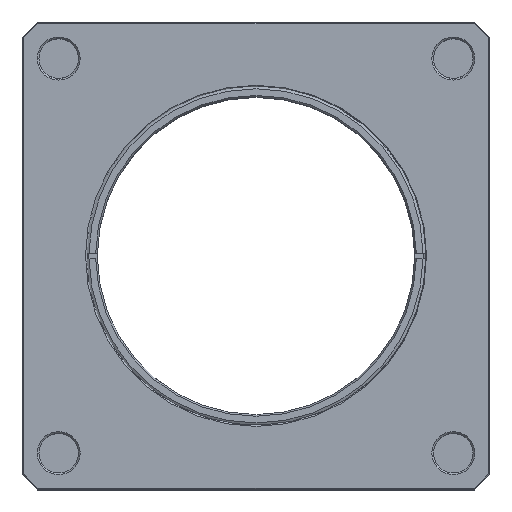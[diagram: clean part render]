
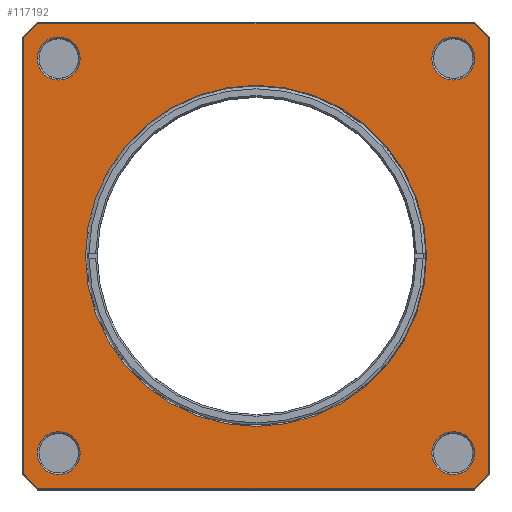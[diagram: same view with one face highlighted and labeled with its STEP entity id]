
A CAD part, top view. The second image highlights one B-rep face of the part: STEP entity #117192.
In plain terms, the highlighted planar face has unit normal (0, 0, 1).
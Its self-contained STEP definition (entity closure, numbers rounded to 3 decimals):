
#96177=DIRECTION('',(-0.707,-0.707,0.));
#96178=VECTOR('',#96177,3.022);
#96179=CARTESIAN_POINT('',(-67.219,48.525,21.687));
#96180=LINE('',#96179,#96178);
#96181=DIRECTION('',(-0.707,0.707,0.));
#96182=VECTOR('',#96181,3.022);
#96183=CARTESIAN_POINT('',(1.256,46.388,21.687));
#96184=LINE('',#96183,#96182);
#96185=DIRECTION('',(0.707,0.707,0.));
#96186=VECTOR('',#96185,3.022);
#96187=CARTESIAN_POINT('',(-0.881,-22.087,
21.687));
#96188=LINE('',#96187,#96186);
#96189=DIRECTION('',(0.707,-0.707,0.));
#96190=VECTOR('',#96189,3.022);
#96191=CARTESIAN_POINT('',(-69.356,-19.95,
21.687));
#96192=LINE('',#96191,#96190);
#96193=CARTESIAN_POINT('',(-64.05,43.219,
21.687));
#96194=DIRECTION('',(0.,0.,-1.));
#96195=DIRECTION('',(1.,0.,0.));
#96196=AXIS2_PLACEMENT_3D('',#96193,#96194,#96195);
#96198=CARTESIAN_POINT('',(-64.05,43.219,
21.687));
#96199=DIRECTION('',(0.,0.,-1.));
#96200=DIRECTION('',(-1.,0.,0.));
#96201=AXIS2_PLACEMENT_3D('',#96198,#96199,#96200);
#96203=CARTESIAN_POINT('',(-4.05,43.219,
21.687));
#96204=DIRECTION('',(0.,0.,-1.));
#96205=DIRECTION('',(1.,0.,0.));
#96206=AXIS2_PLACEMENT_3D('',#96203,#96204,#96205);
#96208=CARTESIAN_POINT('',(-4.05,43.219,
21.687));
#96209=DIRECTION('',(0.,0.,-1.));
#96210=DIRECTION('',(-1.,0.,0.));
#96211=AXIS2_PLACEMENT_3D('',#96208,#96209,#96210);
#96213=CARTESIAN_POINT('',(-64.05,-16.781,
21.687));
#96214=DIRECTION('',(0.,0.,-1.));
#96215=DIRECTION('',(1.,0.,0.));
#96216=AXIS2_PLACEMENT_3D('',#96213,#96214,#96215);
#96218=CARTESIAN_POINT('',(-64.05,-16.781,
21.687));
#96219=DIRECTION('',(0.,0.,-1.));
#96220=DIRECTION('',(-1.,0.,0.));
#96221=AXIS2_PLACEMENT_3D('',#96218,#96219,#96220);
#96223=CARTESIAN_POINT('',(-4.05,-16.781,
21.687));
#96224=DIRECTION('',(0.,0.,-1.));
#96225=DIRECTION('',(1.,0.,0.));
#96226=AXIS2_PLACEMENT_3D('',#96223,#96224,#96225);
#96228=CARTESIAN_POINT('',(-4.05,-16.781,
21.687));
#96229=DIRECTION('',(0.,0.,-1.));
#96230=DIRECTION('',(-1.,0.,0.));
#96231=AXIS2_PLACEMENT_3D('',#96228,#96229,#96230);
#96233=CARTESIAN_POINT('',(-34.05,13.219,
21.687));
#96234=DIRECTION('',(0.,0.,-1.));
#96235=DIRECTION('',(1.,0.,0.));
#96236=AXIS2_PLACEMENT_3D('',#96233,#96234,#96235);
#96238=CARTESIAN_POINT('',(-34.05,13.219,
21.687));
#96239=DIRECTION('',(0.,0.,-1.));
#96240=DIRECTION('',(-1.,0.,0.));
#96241=AXIS2_PLACEMENT_3D('',#96238,#96239,#96240);
#96243=DIRECTION('',(0.,1.,0.));
#96244=VECTOR('',#96243,66.338);
#96245=CARTESIAN_POINT('',(-69.356,-19.95,
21.687));
#96246=LINE('',#96245,#96244);
#96263=DIRECTION('',(1.,0.,0.));
#96264=VECTOR('',#96263,66.338);
#96265=CARTESIAN_POINT('',(-67.219,48.525,21.687));
#96266=LINE('',#96265,#96264);
#96295=DIRECTION('',(0.,-1.,0.));
#96296=VECTOR('',#96295,66.338);
#96297=CARTESIAN_POINT('',(1.256,46.388,21.687));
#96298=LINE('',#96297,#96296);
#100658=DIRECTION('',(-1.,0.,0.));
#100659=VECTOR('',#100658,66.338);
#100660=CARTESIAN_POINT('',(-0.881,-22.087,
21.687));
#100661=LINE('',#100660,#100659);
#106453=CARTESIAN_POINT('',(-0.881,48.525,
21.687));
#106455=VERTEX_POINT('',#106453);
#106522=CARTESIAN_POINT('',(1.256,46.388,
21.687));
#106523=VERTEX_POINT('',#106522);
#106529=CARTESIAN_POINT('',(-67.219,48.525,21.687));
#106531=VERTEX_POINT('',#106529);
#106534=CARTESIAN_POINT('',(-60.786,-16.781,
21.687));
#106536=VERTEX_POINT('',#106534);
#106538=CARTESIAN_POINT('',(1.256,-19.95,
21.687));
#106539=VERTEX_POINT('',#106538);
#106542=CARTESIAN_POINT('',(-0.881,-22.087,
21.687));
#106543=CARTESIAN_POINT('',(-67.219,-22.087,21.687));
#106544=VERTEX_POINT('',#106542);
#106545=VERTEX_POINT('',#106543);
#106556=CARTESIAN_POINT('',(-69.356,-19.95,
21.687));
#106557=VERTEX_POINT('',#106556);
#106558=CARTESIAN_POINT('',(-67.314,43.219,
21.687));
#106559=CARTESIAN_POINT('',(-60.786,43.219,
21.687));
#106560=VERTEX_POINT('',#106558);
#106561=VERTEX_POINT('',#106559);
#106576=CARTESIAN_POINT('',(-67.314,-16.781,
21.687));
#106577=VERTEX_POINT('',#106576);
#106578=CARTESIAN_POINT('',(-0.786,-16.781,
21.687));
#106579=CARTESIAN_POINT('',(-7.314,-16.781,
21.687));
#106580=VERTEX_POINT('',#106578);
#106581=VERTEX_POINT('',#106579);
#106582=CARTESIAN_POINT('',(-69.356,46.388,
21.687));
#106583=VERTEX_POINT('',#106582);
#106594=CARTESIAN_POINT('',(-0.786,43.219,
21.687));
#106595=CARTESIAN_POINT('',(-7.314,43.219,
21.687));
#106596=VERTEX_POINT('',#106594);
#106597=VERTEX_POINT('',#106595);
#106712=CARTESIAN_POINT('',(-8.123,13.219,
21.687));
#106713=CARTESIAN_POINT('',(-59.977,13.219,
21.687));
#106714=VERTEX_POINT('',#106712);
#106715=VERTEX_POINT('',#106713);
#117141=CARTESIAN_POINT('',(-34.05,13.219,
21.687));
#117142=DIRECTION('',(0.,0.,-1.));
#117143=DIRECTION('',(-1.,0.,0.));
#117144=AXIS2_PLACEMENT_3D('',#117141,#117142,#117143);
#117145=PLANE('',#117144);
#117147=ORIENTED_EDGE('',*,*,#117146,.T.);
#117149=ORIENTED_EDGE('',*,*,#117148,.F.);
#117151=ORIENTED_EDGE('',*,*,#117150,.T.);
#117153=ORIENTED_EDGE('',*,*,#117152,.F.);
#117155=ORIENTED_EDGE('',*,*,#117154,.T.);
#117157=ORIENTED_EDGE('',*,*,#117156,.F.);
#117159=ORIENTED_EDGE('',*,*,#117158,.T.);
#117161=ORIENTED_EDGE('',*,*,#117160,.F.);
#117162=EDGE_LOOP('',(#117147,#117149,#117151,#117153,#117155,#117157,#117159,
#117161));
#117163=FACE_OUTER_BOUND('',#117162,.F.);
#117165=ORIENTED_EDGE('',*,*,#117164,.F.);
#117167=ORIENTED_EDGE('',*,*,#117166,.F.);
#117168=EDGE_LOOP('',(#117165,#117167));
#117169=FACE_BOUND('',#117168,.F.);
#117171=ORIENTED_EDGE('',*,*,#117170,.F.);
#117173=ORIENTED_EDGE('',*,*,#117172,.F.);
#117174=EDGE_LOOP('',(#117171,#117173));
#117175=FACE_BOUND('',#117174,.F.);
#117177=ORIENTED_EDGE('',*,*,#117176,.F.);
#117179=ORIENTED_EDGE('',*,*,#117178,.F.);
#117180=EDGE_LOOP('',(#117177,#117179));
#117181=FACE_BOUND('',#117180,.F.);
#117183=ORIENTED_EDGE('',*,*,#117182,.F.);
#117185=ORIENTED_EDGE('',*,*,#117184,.F.);
#117186=EDGE_LOOP('',(#117183,#117185));
#117187=FACE_BOUND('',#117186,.F.);
#117188=ORIENTED_EDGE('',*,*,#117135,.F.);
#117189=ORIENTED_EDGE('',*,*,#117031,.F.);
#117190=EDGE_LOOP('',(#117188,#117189));
#117191=FACE_BOUND('',#117190,.F.);
#117192=ADVANCED_FACE('',(#117163,#117169,#117175,#117181,#117187,#117191),
#117145,.F.);
#96197=CIRCLE('',#96196,3.264);
#96202=CIRCLE('',#96201,3.264);
#96207=CIRCLE('',#96206,3.264);
#96212=CIRCLE('',#96211,3.264);
#96217=CIRCLE('',#96216,3.264);
#96222=CIRCLE('',#96221,3.264);
#96227=CIRCLE('',#96226,3.264);
#96232=CIRCLE('',#96231,3.264);
#96237=CIRCLE('',#96236,25.927);
#96242=CIRCLE('',#96241,25.927);
#117031=EDGE_CURVE('',#106715,#106714,#96242,.T.);
#117135=EDGE_CURVE('',#106714,#106715,#96237,.T.);
#117146=EDGE_CURVE('',#106557,#106583,#96246,.T.);
#117148=EDGE_CURVE('',#106531,#106583,#96180,.T.);
#117150=EDGE_CURVE('',#106531,#106455,#96266,.T.);
#117152=EDGE_CURVE('',#106523,#106455,#96184,.T.);
#117154=EDGE_CURVE('',#106523,#106539,#96298,.T.);
#117156=EDGE_CURVE('',#106544,#106539,#96188,.T.);
#117158=EDGE_CURVE('',#106544,#106545,#100661,.T.);
#117160=EDGE_CURVE('',#106557,#106545,#96192,.T.);
#117164=EDGE_CURVE('',#106561,#106560,#96197,.T.);
#117166=EDGE_CURVE('',#106560,#106561,#96202,.T.);
#117170=EDGE_CURVE('',#106596,#106597,#96207,.T.);
#117172=EDGE_CURVE('',#106597,#106596,#96212,.T.);
#117176=EDGE_CURVE('',#106536,#106577,#96217,.T.);
#117178=EDGE_CURVE('',#106577,#106536,#96222,.T.);
#117182=EDGE_CURVE('',#106580,#106581,#96227,.T.);
#117184=EDGE_CURVE('',#106581,#106580,#96232,.T.);
